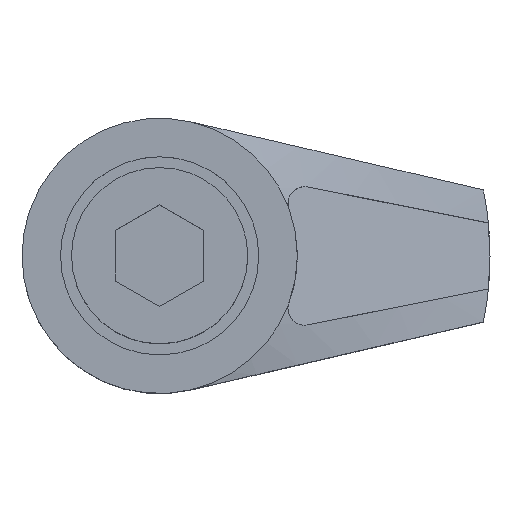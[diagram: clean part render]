
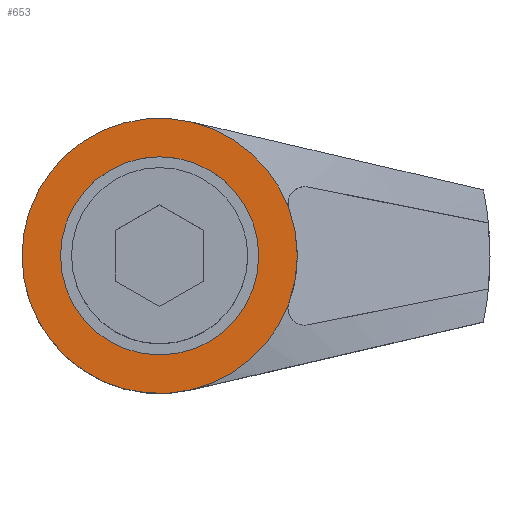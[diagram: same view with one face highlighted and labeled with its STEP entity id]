
A CAD part, top view. The second image highlights one B-rep face of the part: STEP entity #653.
In plain terms, the highlighted planar face has unit normal (0, 0, 1).
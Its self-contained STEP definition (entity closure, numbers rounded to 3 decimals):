
#4 = VERTEX_POINT ( 'NONE', #664 ) ;
#16 = ORIENTED_EDGE ( 'NONE', *, *, #542, .F. ) ;
#39 = ORIENTED_EDGE ( 'NONE', *, *, #316, .F. ) ;
#76 = AXIS2_PLACEMENT_3D ( 'NONE', #1148, #128, #582 ) ;
#82 = AXIS2_PLACEMENT_3D ( 'NONE', #1242, #127, #670 ) ;
#120 = EDGE_CURVE ( 'NONE', #748, #1189, #530, .T. ) ;
#127 = DIRECTION ( 'NONE',  ( 0., 0., -1. ) ) ;
#128 = DIRECTION ( 'NONE',  ( 0., 0., 1. ) ) ;
#132 = CARTESIAN_POINT ( 'NONE',  ( 2.83, -12.175, 45. ) ) ;
#161 = CARTESIAN_POINT ( 'NONE',  ( 0., 0., 45. ) ) ;
#173 = DIRECTION ( 'NONE',  ( 0., 0., -1. ) ) ;
#268 = CIRCLE ( 'NONE', #818, 12.5 ) ;
#291 = CIRCLE ( 'NONE', #335, 9. ) ;
#301 = DIRECTION ( 'NONE',  ( 1., 0., 0. ) ) ;
#303 = DIRECTION ( 'NONE',  ( 0., 0., -1. ) ) ;
#316 = EDGE_CURVE ( 'NONE', #383, #411, #720, .T. ) ;
#318 = ORIENTED_EDGE ( 'NONE', *, *, #1119, .F. ) ;
#335 = AXIS2_PLACEMENT_3D ( 'NONE', #161, #942, #737 ) ;
#358 = CIRCLE ( 'NONE', #82, 12.5 ) ;
#383 = VERTEX_POINT ( 'NONE', #513 ) ;
#397 = EDGE_CURVE ( 'NONE', #411, #383, #291, .T. ) ;
#411 = VERTEX_POINT ( 'NONE', #502 ) ;
#419 = DIRECTION ( 'NONE',  ( 0., 0., 1. ) ) ;
#461 = ORIENTED_EDGE ( 'NONE', *, *, #1275, .F. ) ;
#502 = CARTESIAN_POINT ( 'NONE',  ( 9., 0., 45. ) ) ;
#513 = CARTESIAN_POINT ( 'NONE',  ( -9., 0., 45. ) ) ;
#530 = CIRCLE ( 'NONE', #669, 12.5 ) ;
#541 = FACE_OUTER_BOUND ( 'NONE', #1210, .T. ) ;
#542 = EDGE_CURVE ( 'NONE', #1189, #742, #1272, .T. ) ;
#582 = DIRECTION ( 'NONE',  ( 1., 0., 0. ) ) ;
#630 = AXIS2_PLACEMENT_3D ( 'NONE', #995, #419, #301 ) ;
#653 = ADVANCED_FACE ( 'NONE', ( #1219, #541 ), #761, .T. ) ;
#661 = CARTESIAN_POINT ( 'NONE',  ( -12.5, 0., 45. ) ) ;
#663 = CARTESIAN_POINT ( 'NONE',  ( 0., 0., 45. ) ) ;
#664 = CARTESIAN_POINT ( 'NONE',  ( 11.745, 4.279, 45. ) ) ;
#669 = AXIS2_PLACEMENT_3D ( 'NONE', #663, #303, #1329 ) ;
#670 = DIRECTION ( 'NONE',  ( 1., 0., 0. ) ) ;
#687 = DIRECTION ( 'NONE',  ( -1., 0., 0. ) ) ;
#720 = CIRCLE ( 'NONE', #76, 9. ) ;
#737 = DIRECTION ( 'NONE',  ( 1., 0., 0. ) ) ;
#742 = VERTEX_POINT ( 'NONE', #661 ) ;
#748 = VERTEX_POINT ( 'NONE', #765 ) ;
#750 = AXIS2_PLACEMENT_3D ( 'NONE', #962, #1196, #1428 ) ;
#761 = PLANE ( 'NONE',  #630 ) ;
#764 = EDGE_LOOP ( 'NONE', ( #1282, #39 ) ) ;
#765 = CARTESIAN_POINT ( 'NONE',  ( 11.745, -4.279, 45. ) ) ;
#816 = ORIENTED_EDGE ( 'NONE', *, *, #1327, .F. ) ;
#818 = AXIS2_PLACEMENT_3D ( 'NONE', #1283, #173, #1075 ) ;
#891 = DIRECTION ( 'NONE',  ( 0., 0., -1. ) ) ;
#942 = DIRECTION ( 'NONE',  ( 0., 0., 1. ) ) ;
#949 = CARTESIAN_POINT ( 'NONE',  ( 2.83, 12.175, 45. ) ) ;
#962 = CARTESIAN_POINT ( 'NONE',  ( 0., 0., 45. ) ) ;
#995 = CARTESIAN_POINT ( 'NONE',  ( 0., 0., 45. ) ) ;
#1014 = VERTEX_POINT ( 'NONE', #949 ) ;
#1053 = AXIS2_PLACEMENT_3D ( 'NONE', #1353, #891, #687 ) ;
#1075 = DIRECTION ( 'NONE',  ( 1., 0., 0. ) ) ;
#1088 = ORIENTED_EDGE ( 'NONE', *, *, #120, .F. ) ;
#1119 = EDGE_CURVE ( 'NONE', #4, #748, #268, .T. ) ;
#1148 = CARTESIAN_POINT ( 'NONE',  ( 0., 0., 45. ) ) ;
#1189 = VERTEX_POINT ( 'NONE', #132 ) ;
#1196 = DIRECTION ( 'NONE',  ( 0., 0., -1. ) ) ;
#1210 = EDGE_LOOP ( 'NONE', ( #318, #461, #816, #16, #1088 ) ) ;
#1219 = FACE_BOUND ( 'NONE', #764, .T. ) ;
#1228 = CIRCLE ( 'NONE', #1053, 12.5 ) ;
#1242 = CARTESIAN_POINT ( 'NONE',  ( 0., 0., 45. ) ) ;
#1272 = CIRCLE ( 'NONE', #750, 12.5 ) ;
#1275 = EDGE_CURVE ( 'NONE', #1014, #4, #1228, .T. ) ;
#1282 = ORIENTED_EDGE ( 'NONE', *, *, #397, .F. ) ;
#1283 = CARTESIAN_POINT ( 'NONE',  ( 0., 0., 45. ) ) ;
#1327 = EDGE_CURVE ( 'NONE', #742, #1014, #358, .T. ) ;
#1329 = DIRECTION ( 'NONE',  ( -1., 0., 0. ) ) ;
#1353 = CARTESIAN_POINT ( 'NONE',  ( 0., 0., 45. ) ) ;
#1428 = DIRECTION ( 'NONE',  ( 1., 0., 0. ) ) ;
